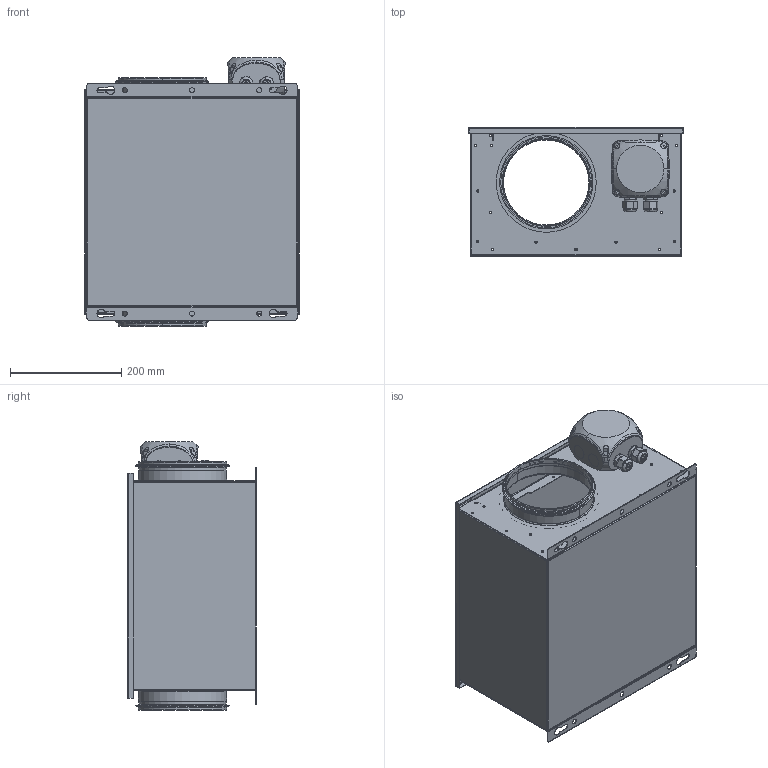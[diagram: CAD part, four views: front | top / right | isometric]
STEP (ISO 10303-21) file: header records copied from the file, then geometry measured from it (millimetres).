
FILE_DESCRIPTION (( 'STEP AP203' ), '1' );
FILE_NAME ('165186_01_ISOR160ECK01_step.step', '2023-03-22T08:19:07', ( '' ), ( '' ), 'SwSTEP 2.0', 'SolidWorks 2021', '' );
FILE_SCHEMA (( 'CONFIG_CONTROL_DESIGN' ));
Products named in the file (1): 165186_01_ISOR160ECK01_step
Bounding box: 386 x 231.8 x 482.5 mm (x, y, z)
Surface area: 1498381.2 mm2 (no closed solid volume)
Topology: 0 solids, 57 shells, 597 faces, 1805 edges, 1240 vertices
Faces by surface type: cylinder 280, plane 174, torus 56, bspline 53, cone 34
Entity records: 130075 total; most frequent: CARTESIAN_POINT 113892, DIRECTION 3406, ORIENTED_EDGE 2964, EDGE_CURVE 1805, AXIS2_PLACEMENT_3D 1296, VERTEX_POINT 1240, VECTOR 814, LINE 814
